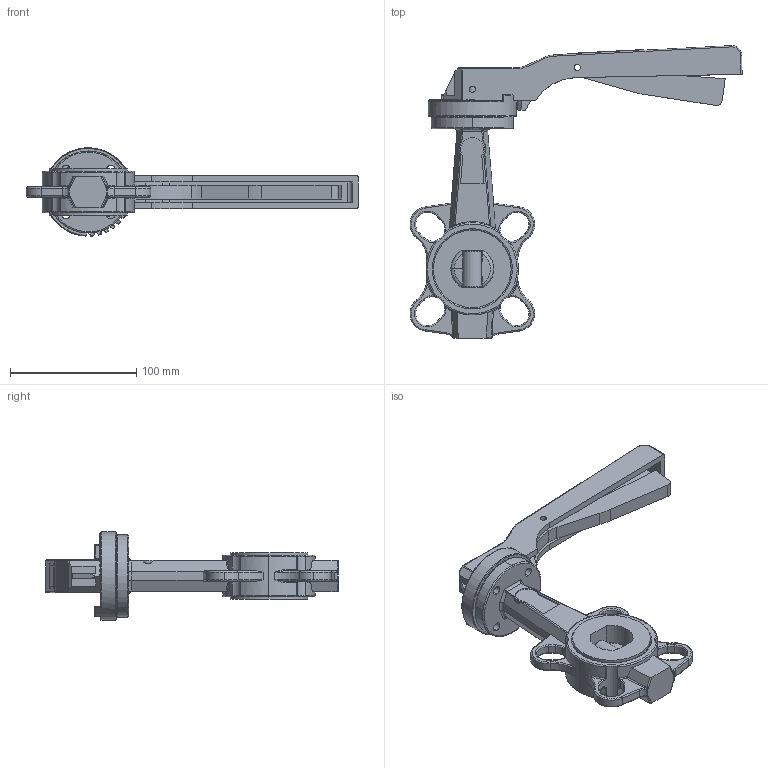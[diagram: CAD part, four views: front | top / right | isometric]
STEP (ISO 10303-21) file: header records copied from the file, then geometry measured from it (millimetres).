
FILE_DESCRIPTION (( 'STEP AP203' ), '1' );
FILE_NAME ('Wafer Type DN32.STEP', '2021-04-26T15:23:13', ( '' ), ( '' ), 'SwSTEP 2.0', 'SolidWorks 2017', '' );
FILE_SCHEMA (( 'CONFIG_CONTROL_DESIGN' ));
Length unit declared in the file: millimetre
Products named in the file (1): Wafer Type DN32
Bounding box: 262.9 x 231.83 x 69.91 mm (x, y, z)
Volume: 394374.9 mm3; surface area: 90243.4 mm2
Topology: 1 solids, 1 shells, 974 faces, 2494 edges, 1516 vertices
Faces by surface type: bspline 406, cylinder 323, plane 232, cone 13
Entity records: 43823 total; most frequent: CARTESIAN_POINT 22824, ORIENTED_EDGE 4918, DIRECTION 3701, EDGE_CURVE 2459, VERTEX_POINT 1516, AXIS2_PLACEMENT_3D 1381, EDGE_LOOP 1035, ADVANCED_FACE 974
